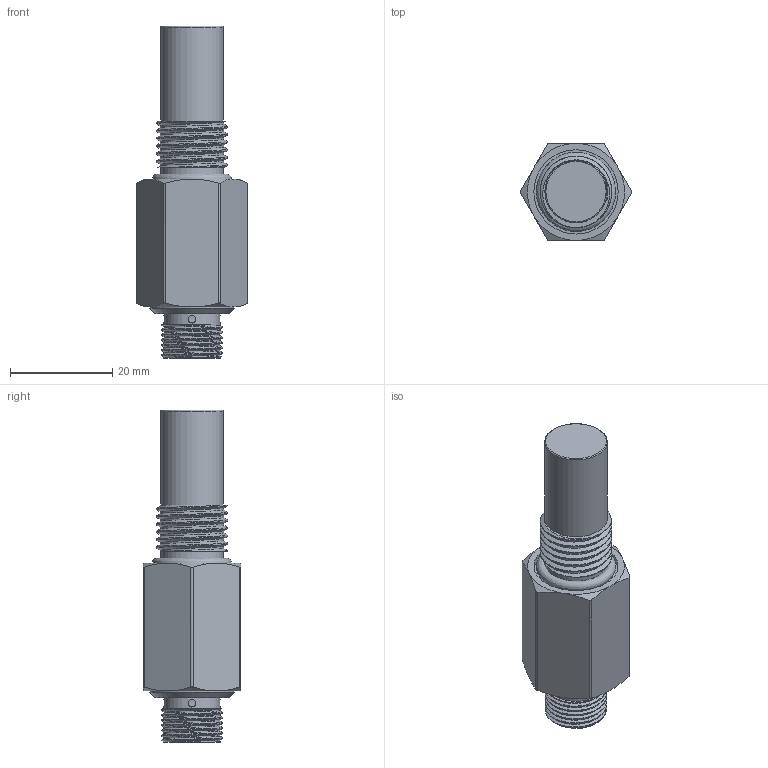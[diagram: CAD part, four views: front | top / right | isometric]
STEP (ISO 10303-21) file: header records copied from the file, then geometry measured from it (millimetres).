
FILE_DESCRIPTION(/* description */ (''),/* implementation_level */ '2;1');
FILE_NAME(/* name */ 'HS1430成品图.stp',/* time_stamp */ '2025-12-26T16:46:32+08:00',/* author */ (''),/* organization */ (''),/* preprocessor_version */ 'ST-DEVELOPER v16.7',/* originating_system */ 'SIEMENS PLM Software NX 12.0',/* authorisation */ '');
FILE_SCHEMA (('AP203_CONFIGURATION_CONTROLLED_3D_DESIGN_OF_MECHANICAL_PARTS_AND_ASSEMBLIES_MIM_LF { 1 0 10303 403 2 1 2}'));
Length unit declared in the file: millimetre
Products named in the file (1): Dell7B48AAB3r9r4
Bounding box: 21.78 x 19 x 65 mm (x, y, z)
Volume: 12044.2 mm3; surface area: 5230.2 mm2
Topology: 2 solids, 4 shells, 182 faces, 465 edges, 313 vertices
Faces by surface type: plane 64, cylinder 51, extrusion 41, sphere 16, bspline 5, cone 3, torus 2
Full cylindrical faces by diameter (mm): 1 x8, 1.5 x8, 1.7 x4, 2.8 x1, 8.3 x1, 9.75 x1, 9.8 x1, 11 x7, 12.2 x2, 16.5 x2
Entity records: 15939 total; most frequent: CARTESIAN_POINT 12200, ORIENTED_EDGE 758, DIRECTION 590, EDGE_CURVE 379, VERTEX_POINT 273, EDGE_LOOP 245, B_SPLINE_CURVE_WITH_KNOTS 234, AXIS2_PLACEMENT_3D 233
